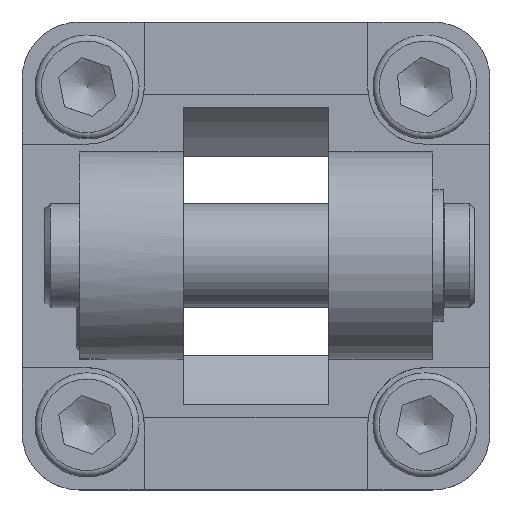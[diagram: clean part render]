
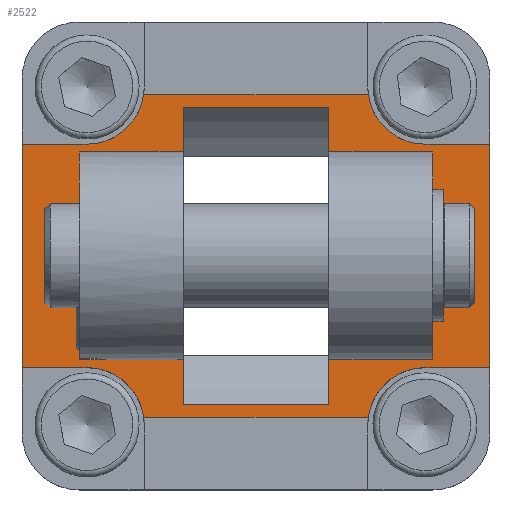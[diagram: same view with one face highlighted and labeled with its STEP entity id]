
A CAD part, top view. The second image highlights one B-rep face of the part: STEP entity #2522.
In plain terms, the highlighted planar face has unit normal (0, 0, 1).
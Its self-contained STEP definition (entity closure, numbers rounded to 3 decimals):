
#108=LINE('',#3888,#292);
#152=LINE('',#4098,#336);
#155=LINE('',#4103,#339);
#156=LINE('',#4109,#340);
#157=LINE('',#4115,#341);
#158=LINE('',#4120,#342);
#159=LINE('',#4122,#343);
#160=LINE('',#4124,#344);
#161=LINE('',#4128,#345);
#162=LINE('',#4132,#346);
#163=LINE('',#4134,#347);
#164=LINE('',#4136,#348);
#165=LINE('',#4140,#349);
#166=LINE('',#4143,#350);
#167=LINE('',#4144,#351);
#168=LINE('',#4146,#352);
#169=LINE('',#4147,#353);
#170=LINE('',#4148,#354);
#171=LINE('',#4150,#355);
#172=LINE('',#4151,#356);
#292=VECTOR('',#3145,20.);
#336=VECTOR('',#3271,10.);
#339=VECTOR('',#3276,20.);
#340=VECTOR('',#3283,14.);
#341=VECTOR('',#3290,14.);
#342=VECTOR('',#3295,6.25);
#343=VECTOR('',#3296,21.5);
#344=VECTOR('',#3297,6.25);
#345=VECTOR('',#3300,21.603);
#346=VECTOR('',#3303,6.25);
#347=VECTOR('',#3304,21.5);
#348=VECTOR('',#3305,6.25);
#349=VECTOR('',#3308,21.603);
#350=VECTOR('',#3311,4.288);
#351=VECTOR('',#3312,10.);
#352=VECTOR('',#3313,10.);
#353=VECTOR('',#3314,4.288);
#354=VECTOR('',#3315,4.288);
#355=VECTOR('',#3316,10.);
#356=VECTOR('',#3317,4.288);
#519=FACE_BOUND('',#824,.T.);
#635=FACE_OUTER_BOUND('',#823,.T.);
#823=EDGE_LOOP('',(#1939,#1940,#1941,#1942,#1943,#1944,#1945,#1946,#1947,
#1948,#1949,#1950));
#824=EDGE_LOOP('',(#1951,#1952,#1953,#1954,#1955,#1956,#1957,#1958,#1959,
#1960,#1961,#1962));
#974=CIRCLE('',#2752,5.5);
#975=CIRCLE('',#2753,5.5);
#976=CIRCLE('',#2754,5.5);
#977=CIRCLE('',#2755,5.5);
#1104=VERTEX_POINT('',#3886);
#1105=VERTEX_POINT('',#3887);
#1162=VERTEX_POINT('',#4095);
#1163=VERTEX_POINT('',#4097);
#1164=VERTEX_POINT('',#4101);
#1165=VERTEX_POINT('',#4106);
#1166=VERTEX_POINT('',#4108);
#1167=VERTEX_POINT('',#4112);
#1168=VERTEX_POINT('',#4114);
#1169=VERTEX_POINT('',#4118);
#1170=VERTEX_POINT('',#4119);
#1171=VERTEX_POINT('',#4121);
#1172=VERTEX_POINT('',#4123);
#1173=VERTEX_POINT('',#4125);
#1174=VERTEX_POINT('',#4127);
#1175=VERTEX_POINT('',#4129);
#1176=VERTEX_POINT('',#4131);
#1177=VERTEX_POINT('',#4133);
#1178=VERTEX_POINT('',#4135);
#1179=VERTEX_POINT('',#4137);
#1180=VERTEX_POINT('',#4139);
#1181=VERTEX_POINT('',#4142);
#1182=VERTEX_POINT('',#4145);
#1183=VERTEX_POINT('',#4149);
#1369=EDGE_CURVE('',#1104,#1105,#108,.T.);
#1442=EDGE_CURVE('',#1163,#1162,#152,.T.);
#1445=EDGE_CURVE('',#1162,#1164,#155,.T.);
#1448=EDGE_CURVE('',#1166,#1165,#156,.T.);
#1451=EDGE_CURVE('',#1168,#1167,#157,.T.);
#1453=EDGE_CURVE('',#1169,#1170,#158,.T.);
#1454=EDGE_CURVE('',#1171,#1170,#159,.T.);
#1455=EDGE_CURVE('',#1171,#1172,#160,.T.);
#1456=EDGE_CURVE('',#1172,#1173,#974,.T.);
#1457=EDGE_CURVE('',#1173,#1174,#161,.T.);
#1458=EDGE_CURVE('',#1174,#1175,#975,.T.);
#1459=EDGE_CURVE('',#1175,#1176,#162,.T.);
#1460=EDGE_CURVE('',#1177,#1176,#163,.T.);
#1461=EDGE_CURVE('',#1177,#1178,#164,.T.);
#1462=EDGE_CURVE('',#1178,#1179,#976,.T.);
#1463=EDGE_CURVE('',#1179,#1180,#165,.T.);
#1464=EDGE_CURVE('',#1180,#1169,#977,.T.);
#1465=EDGE_CURVE('',#1167,#1181,#166,.T.);
#1466=EDGE_CURVE('',#1181,#1104,#167,.T.);
#1467=EDGE_CURVE('',#1105,#1182,#168,.T.);
#1468=EDGE_CURVE('',#1182,#1166,#169,.T.);
#1469=EDGE_CURVE('',#1165,#1163,#170,.T.);
#1470=EDGE_CURVE('',#1164,#1183,#171,.T.);
#1471=EDGE_CURVE('',#1183,#1168,#172,.T.);
#1939=ORIENTED_EDGE('',*,*,#1453,.T.);
#1940=ORIENTED_EDGE('',*,*,#1454,.F.);
#1941=ORIENTED_EDGE('',*,*,#1455,.T.);
#1942=ORIENTED_EDGE('',*,*,#1456,.T.);
#1943=ORIENTED_EDGE('',*,*,#1457,.T.);
#1944=ORIENTED_EDGE('',*,*,#1458,.T.);
#1945=ORIENTED_EDGE('',*,*,#1459,.T.);
#1946=ORIENTED_EDGE('',*,*,#1460,.F.);
#1947=ORIENTED_EDGE('',*,*,#1461,.T.);
#1948=ORIENTED_EDGE('',*,*,#1462,.T.);
#1949=ORIENTED_EDGE('',*,*,#1463,.T.);
#1950=ORIENTED_EDGE('',*,*,#1464,.T.);
#1951=ORIENTED_EDGE('',*,*,#1465,.T.);
#1952=ORIENTED_EDGE('',*,*,#1466,.T.);
#1953=ORIENTED_EDGE('',*,*,#1369,.T.);
#1954=ORIENTED_EDGE('',*,*,#1467,.T.);
#1955=ORIENTED_EDGE('',*,*,#1468,.T.);
#1956=ORIENTED_EDGE('',*,*,#1448,.T.);
#1957=ORIENTED_EDGE('',*,*,#1469,.T.);
#1958=ORIENTED_EDGE('',*,*,#1442,.T.);
#1959=ORIENTED_EDGE('',*,*,#1445,.T.);
#1960=ORIENTED_EDGE('',*,*,#1470,.T.);
#1961=ORIENTED_EDGE('',*,*,#1471,.T.);
#1962=ORIENTED_EDGE('',*,*,#1451,.T.);
#2247=PLANE('',#2751);
#2522=ADVANCED_FACE('',(#635,#519),#2247,.T.);
#2751=AXIS2_PLACEMENT_3D('',#4117,#3293,#3294);
#2752=AXIS2_PLACEMENT_3D('',#4126,#3298,#3299);
#2753=AXIS2_PLACEMENT_3D('',#4130,#3301,#3302);
#2754=AXIS2_PLACEMENT_3D('',#4138,#3306,#3307);
#2755=AXIS2_PLACEMENT_3D('',#4141,#3309,#3310);
#3145=DIRECTION('',(0.,-1.,0.));
#3271=DIRECTION('',(-1.,0.,0.));
#3276=DIRECTION('',(0.,1.,0.));
#3283=DIRECTION('',(-1.,0.,0.));
#3290=DIRECTION('',(1.,0.,0.));
#3293=DIRECTION('center_axis',(0.,0.,
1.));
#3294=DIRECTION('ref_axis',(0.,1.,0.));
#3295=DIRECTION('',(-1.,0.,0.));
#3296=DIRECTION('',(0.,1.,0.));
#3297=DIRECTION('',(1.,0.,0.));
#3298=DIRECTION('center_axis',(0.,0.,
-1.));
#3299=DIRECTION('ref_axis',(1.,0.,0.));
#3300=DIRECTION('',(1.,0.,0.));
#3301=DIRECTION('center_axis',(0.,0.,
-1.));
#3302=DIRECTION('ref_axis',(0.,1.,0.));
#3303=DIRECTION('',(1.,0.,0.));
#3304=DIRECTION('',(0.,-1.,0.));
#3305=DIRECTION('',(-1.,0.,0.));
#3306=DIRECTION('center_axis',(0.,0.,
-1.));
#3307=DIRECTION('ref_axis',(-1.,0.,0.));
#3308=DIRECTION('',(-1.,0.,0.));
#3309=DIRECTION('center_axis',(0.,0.,
-1.));
#3310=DIRECTION('ref_axis',(0.,-1.,0.));
#3311=DIRECTION('',(0.,-1.,0.));
#3312=DIRECTION('',(1.,0.,0.));
#3313=DIRECTION('',(-1.,0.,0.));
#3314=DIRECTION('',(0.,-1.,0.));
#3315=DIRECTION('',(0.,1.,0.));
#3316=DIRECTION('',(1.,0.,0.));
#3317=DIRECTION('',(0.,1.,0.));
#3886=CARTESIAN_POINT('',(17.,10.,10.));
#3887=CARTESIAN_POINT('',(17.,-10.,10.));
#3888=CARTESIAN_POINT('',(17.,0.,10.));
#4095=CARTESIAN_POINT('',(-17.,-10.,10.));
#4097=CARTESIAN_POINT('',(-7.,-10.,10.));
#4098=CARTESIAN_POINT('',(-8.5,-10.,10.));
#4101=CARTESIAN_POINT('',(-17.,10.,10.));
#4103=CARTESIAN_POINT('',(-17.,0.,10.));
#4106=CARTESIAN_POINT('',(-7.,-14.288,10.));
#4108=CARTESIAN_POINT('',(7.,-14.288,10.));
#4109=CARTESIAN_POINT('',(7.,-14.288,10.));
#4112=CARTESIAN_POINT('',(7.,14.288,10.));
#4114=CARTESIAN_POINT('',(-7.,14.288,10.));
#4115=CARTESIAN_POINT('',(7.,14.288,10.));
#4117=CARTESIAN_POINT('Origin',(0.,0.,
10.));
#4118=CARTESIAN_POINT('',(-16.25,10.75,10.));
#4119=CARTESIAN_POINT('',(-22.5,10.75,10.));
#4120=CARTESIAN_POINT('',(-11.25,10.75,10.));
#4121=CARTESIAN_POINT('',(-22.5,-10.75,10.));
#4122=CARTESIAN_POINT('',(-22.5,17.,10.));
#4123=CARTESIAN_POINT('',(-16.25,-10.75,10.));
#4124=CARTESIAN_POINT('',(-8.125,-10.75,10.));
#4125=CARTESIAN_POINT('',(-10.801,-15.5,10.));
#4126=CARTESIAN_POINT('Origin',(-16.25,-16.25,10.));
#4127=CARTESIAN_POINT('',(10.801,-15.5,10.));
#4128=CARTESIAN_POINT('',(11.25,-15.5,10.));
#4129=CARTESIAN_POINT('',(16.25,-10.75,10.));
#4130=CARTESIAN_POINT('Origin',(16.25,-16.25,10.));
#4131=CARTESIAN_POINT('',(22.5,-10.75,10.));
#4132=CARTESIAN_POINT('',(11.25,-10.75,10.));
#4133=CARTESIAN_POINT('',(22.5,10.75,10.));
#4134=CARTESIAN_POINT('',(22.5,-17.,10.));
#4135=CARTESIAN_POINT('',(16.25,10.75,10.));
#4136=CARTESIAN_POINT('',(8.125,10.75,10.));
#4137=CARTESIAN_POINT('',(10.801,15.5,10.));
#4138=CARTESIAN_POINT('Origin',(16.25,16.25,10.));
#4139=CARTESIAN_POINT('',(-10.801,15.5,10.));
#4140=CARTESIAN_POINT('',(-11.25,15.5,10.));
#4141=CARTESIAN_POINT('Origin',(-16.25,16.25,10.));
#4142=CARTESIAN_POINT('',(7.,10.,10.));
#4143=CARTESIAN_POINT('',(7.,0.,10.));
#4144=CARTESIAN_POINT('',(8.5,10.,10.));
#4145=CARTESIAN_POINT('',(7.,-10.,10.));
#4146=CARTESIAN_POINT('',(8.5,-10.,10.));
#4147=CARTESIAN_POINT('',(7.,0.,10.));
#4148=CARTESIAN_POINT('',(-7.,0.,10.));
#4149=CARTESIAN_POINT('',(-7.,10.,10.));
#4150=CARTESIAN_POINT('',(-8.5,10.,10.));
#4151=CARTESIAN_POINT('',(-7.,0.,10.));
